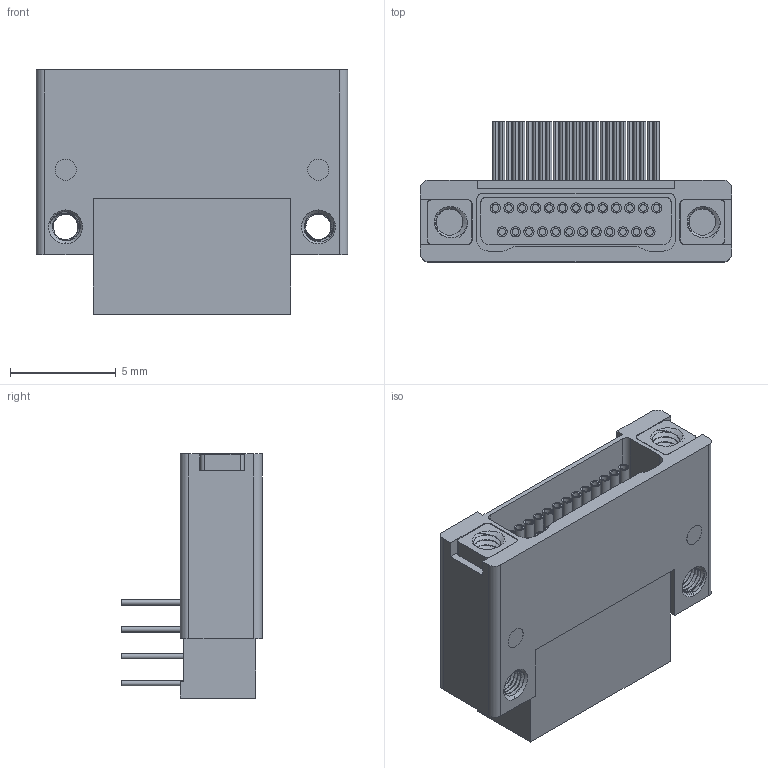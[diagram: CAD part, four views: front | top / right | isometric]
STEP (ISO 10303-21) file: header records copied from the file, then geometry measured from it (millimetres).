
FILE_DESCRIPTION((''),'2;1');
FILE_NAME('25P-F','2025-03-08T',('gongcheng6'),(''),'PRO/ENGINEER BY PARAMETRIC TECHNOLOGY CORPORATION, 2010280','PRO/ENGINEER BY PARAMETRIC TECHNOLOGY CORPORATION, 2010280','');
FILE_SCHEMA(('CONFIG_CONTROL_DESIGN'));
Length unit declared in the file: millimetre
Products named in the file (1): 25P-F
Bounding box: 14.71 x 6.64 x 11.54 mm (x, y, z)
Volume: 466.2 mm3; surface area: 970.5 mm2
Topology: 1 solids, 1 shells, 483 faces, 1200 edges, 808 vertices
Faces by surface type: cylinder 320, plane 143, cone 12, bspline 8
Entity records: 32432 total; most frequent: CARTESIAN_POINT 20965, ORIENTED_EDGE 2400, DIRECTION 2304, EDGE_CURVE 1200, AXIS2_PLACEMENT_3D 913, VERTEX_POINT 808, EDGE_LOOP 576, FACE_OUTER_BOUND 483
